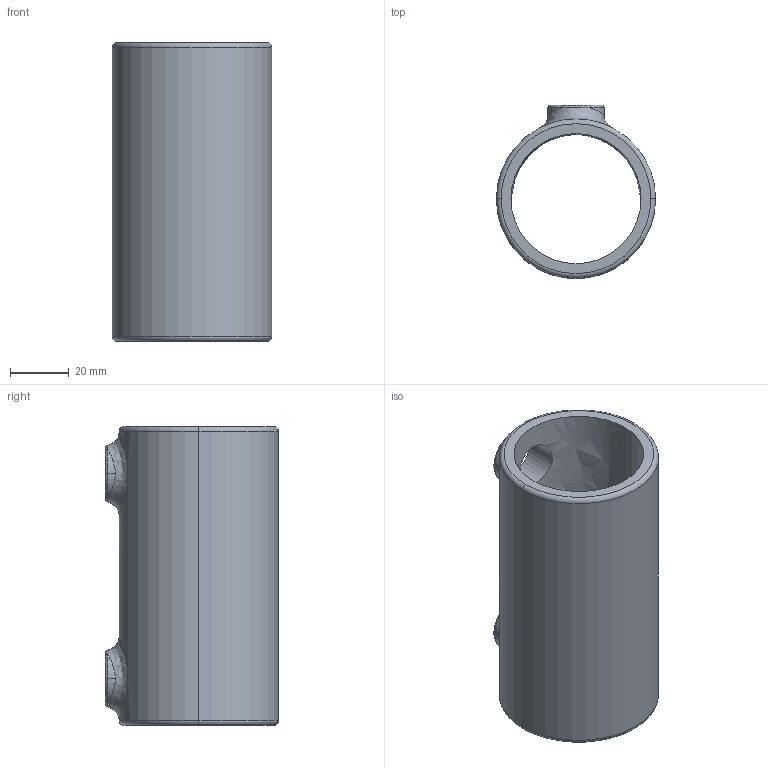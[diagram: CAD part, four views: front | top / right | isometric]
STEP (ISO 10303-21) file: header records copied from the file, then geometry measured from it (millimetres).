
FILE_DESCRIPTION((''),'2;1');
FILE_NAME('14-7.stp','2001-12-31T17:59:05',('Administrator'),(''),'Autodesk Inventor (tm) 3.0','Autodesk Inventor (tm) 3.0','');
FILE_SCHEMA(('CONFIG_CONTROL_DESIGN'));
Length unit declared in the file: inch
Products named in the file (1): 14-7
Bounding box: 54.1 x 58.8 x 101.6 mm (x, y, z)
Volume: 76871.9 mm3; surface area: 33386.6 mm2
Topology: 1 solids, 1 shells, 34 faces, 76 edges, 46 vertices
Faces by surface type: bspline 12, cylinder 10, torus 8, plane 4
Entity records: 1709 total; most frequent: CARTESIAN_POINT 893, ORIENTED_EDGE 152, DIRECTION 142, EDGE_CURVE 76, AXIS2_PLACEMENT_3D 65, VERTEX_POINT 46, CIRCLE 42, EDGE_LOOP 42
